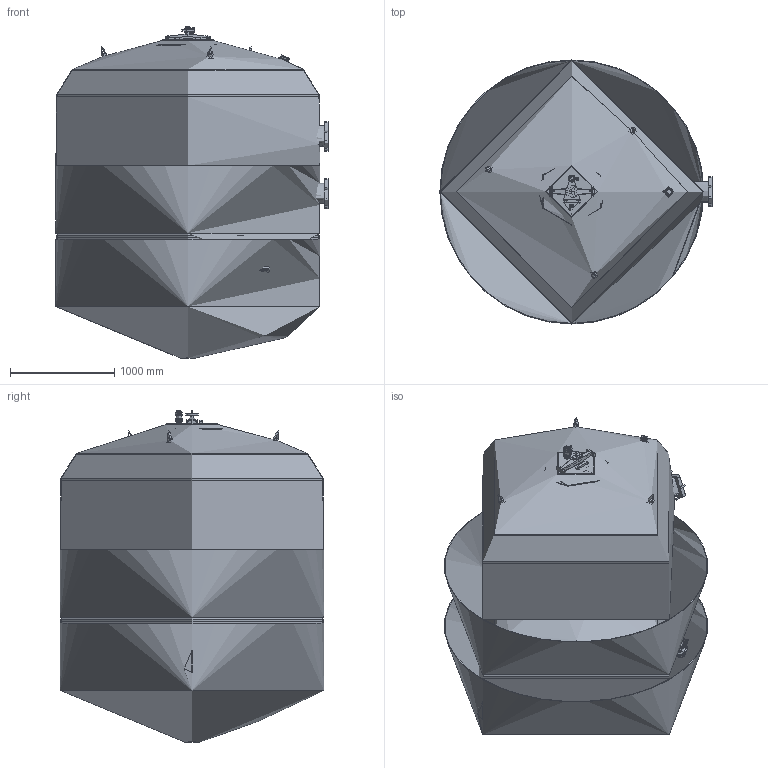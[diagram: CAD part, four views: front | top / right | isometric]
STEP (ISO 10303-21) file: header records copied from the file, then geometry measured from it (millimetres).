
FILE_DESCRIPTION( ( '' ), '1' );
FILE_NAME( '170705 HCFF982002WVA (VFSCN225020H).stp', '2017-07-27T05:41:00', ( 'Fiberpool Internacional' ), ( 'Fiberpool Internacional' ), 'PSStep 14.0', 'SolidEdgeST3', ' ' );
FILE_SCHEMA( ( 'AUTOMOTIVE_DESIGN { 1 0 10303 214 1 1 1 1 }' ) );
Length unit declared in the file: millimetre
Products named in the file (46): Junta Netvitc System Ø90 EPDM con anillo acero A-4; TAPON NETVITC Ø 90 C-B (CON TORNILLERIA INOX 316); Válvula de bola 32-1pols; Desaigua filtre industrial 1pols-oa3; Cancamo de elevación; Base tapa ovalada filtro 2,5 BARS-oa6; filtre 2500 FB HAYW 170705-oa12; Manòmetre filtro industrial 2011 -oa11; Brida Netvitc System Ø90; Sortida Descarga arena Ø90 2010 2350-3000-oa2; Tapa oval filtro industrial completa 2,5 BARS-oa9; Assem1; Junta Netvitc System Ø90 EPDM; Anillo Acero A-4 Netvitc System Ø90; ½ Brida Netvitc System Ø90; Screw_DIN_912_M8x40_v8.00; Nut_DIN_934_M8_v8.00; Tapon Netvitc System Ø90; Portabrida Netvitc System Ø90 PVC; Varilla Roscada M-14x165mm Inox 304; TUERCA SUPERIOR SUJ_JUNTA TAP_OV; Base tapa ovalada filtro 2,5 BAR Act-oa5; Volante filtro-oa7; cos manòmetre filtre industrial; CUERPO BRIDA DE TORNILLOS D-90 Rev140124; cos válvula 32-1pols; manguito valvula bola 32-1pols; femella valvula 32-1pols; maneta válvula 32-1pols; Maneta tapa filtro; Puente; Machon doble rosca 1pols; ; Tubo Ø90 L= 100mm; Embellecedor d-90; Bolt_DIN_580_M24_v8.00; Washer_DIN_9021_26_v8.00; Nut_DIN_934_M24_v8.00; Embellidor manòmetre PVC; peana2350-2500 ...
Bounding box: 2610.01 x 2530.03 x 3183.09 mm (x, y, z)
Volume: 611584563.1 mm3; surface area: 165371704.1 mm2
Topology: 204 solids, 204 shells, 5730 faces, 14083 edges, 9084 vertices
Faces by surface type: plane 3423, cylinder 1554, cone 272, bspline 266, torus 173, sphere 20, offset 13, extrusion 6, revolution 3
Full cylindrical faces by diameter (mm): 4 x48, 6 x45, 6.466 x11, 6.647 x11, 8 x30, 11.75 x3, 11.835 x5, 12 x4, 13 x19, 14 x27, 14.5 x5, 15.5 x4, 16 x4, 19.6 x8, 20 x9, 20.752 x8, 21 x4, 22 x27, 23 x4, 23.5 x8, 24 x13, 25 x15, 26 x24, 29 x5, 29.605 x8, 32 x23, 33 x3, 35.5 x7, 37.5 x4, 38 x4
Entity records: 68310 total; most frequent: CARTESIAN_POINT 40606, DIRECTION 4228, ORIENTED_EDGE 3822, EDGE_CURVE 1911, AXIS2_PLACEMENT_3D 1612, VERTEX_POINT 1330, EDGE_LOOP 1267, FACE_OUTER_BOUND 1055
